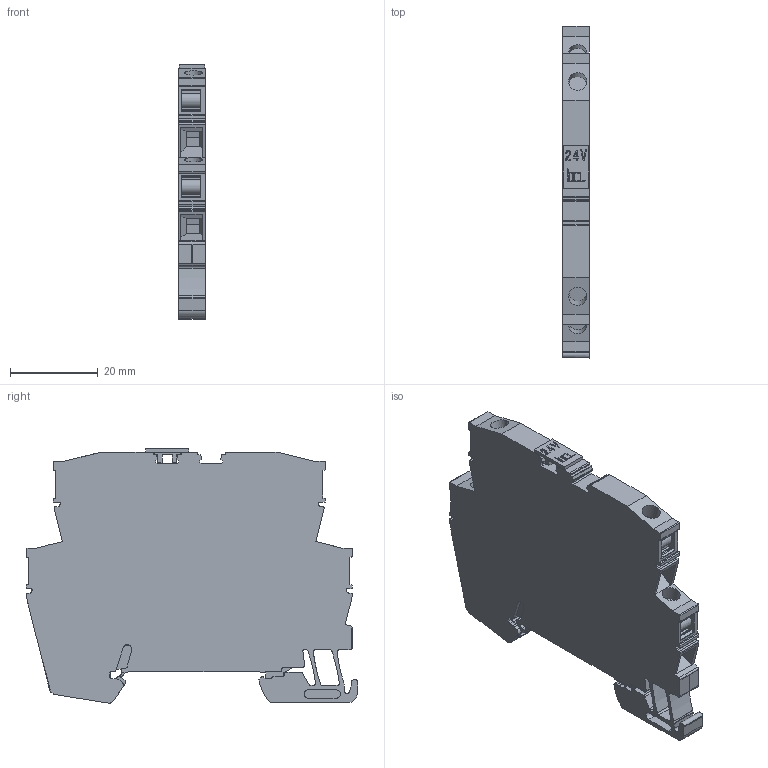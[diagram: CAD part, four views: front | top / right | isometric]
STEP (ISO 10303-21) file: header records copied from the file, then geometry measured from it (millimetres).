
FILE_DESCRIPTION(('CATIA V5R24 STEP','CAx-IF Rec.Pracs.--- Model Styling and Organization---1.2---2011-12-15'),'2;1');
FILE_NAME ('9497868_4_1063840000_S3D_VSSC4_SL_24VAC-DC_0-5A.stp','2017-11-16T13:15:44+00:00',('none'),('Weidmueller'),'CATIA Version 5-6 Release 2014 SP4','CATIA V5 STEP AP214','none');
FILE_SCHEMA(('AUTOMOTIVE_DESIGN { 1 0 10303 214 1 1 1 1 }'));
Length unit declared in the file: millimetre
Products named in the file (1): 1063840000
Bounding box: 6.1 x 75.7 x 58.04 mm (x, y, z)
Volume: 15074.7 mm3; surface area: 15760.3 mm2
Topology: 14 solids, 14 shells, 818 faces, 2315 edges, 1545 vertices
Faces by surface type: plane 566, cylinder 246, extrusion 6
Entity records: 26652 total; most frequent: CARTESIAN_POINT 5072, ORIENTED_EDGE 4630, DIRECTION 3655, EDGE_CURVE 2315, VECTOR 1793, LINE 1787, VERTEX_POINT 1545, AXIS2_PLACEMENT_3D 1165
